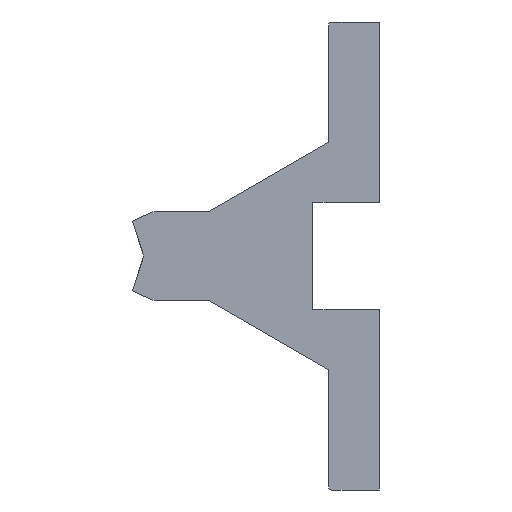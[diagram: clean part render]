
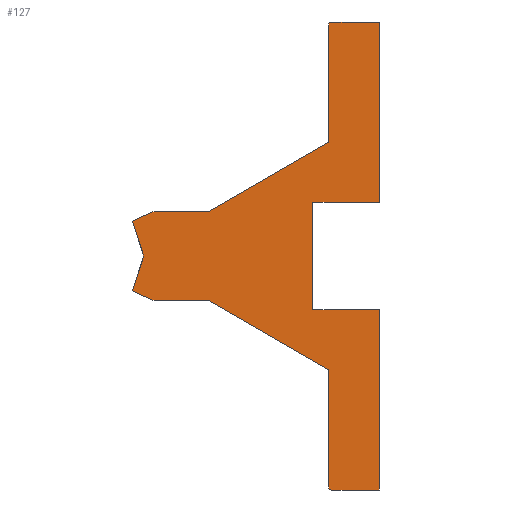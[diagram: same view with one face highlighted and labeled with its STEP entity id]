
A CAD part, left-side view. The second image highlights one B-rep face of the part: STEP entity #127.
In plain terms, the highlighted planar face has unit normal (-1, 0, 0).
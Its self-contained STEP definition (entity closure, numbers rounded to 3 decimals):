
#127 = ADVANCED_FACE( '', ( #253 ), #254, .F. );
#253 = FACE_OUTER_BOUND( '', #379, .T. );
#254 = PLANE( '', #380 );
#379 = EDGE_LOOP( '', ( #816, #817, #818, #819, #820, #821, #822, #823, #824, #825, #826, #827, #828, #829, #830, #831, #832, #833, #834 ) );
#380 = AXIS2_PLACEMENT_3D( '', #835, #836, #837 );
#816 = ORIENTED_EDGE( '', *, *, #986, .F. );
#817 = ORIENTED_EDGE( '', *, *, #937, .F. );
#818 = ORIENTED_EDGE( '', *, *, #941, .F. );
#819 = ORIENTED_EDGE( '', *, *, #944, .F. );
#820 = ORIENTED_EDGE( '', *, *, #947, .F. );
#821 = ORIENTED_EDGE( '', *, *, #950, .F. );
#822 = ORIENTED_EDGE( '', *, *, #953, .F. );
#823 = ORIENTED_EDGE( '', *, *, #954, .F. );
#824 = ORIENTED_EDGE( '', *, *, #933, .F. );
#825 = ORIENTED_EDGE( '', *, *, #957, .F. );
#826 = ORIENTED_EDGE( '', *, *, #960, .F. );
#827 = ORIENTED_EDGE( '', *, *, #963, .F. );
#828 = ORIENTED_EDGE( '', *, *, #966, .F. );
#829 = ORIENTED_EDGE( '', *, *, #969, .F. );
#830 = ORIENTED_EDGE( '', *, *, #972, .F. );
#831 = ORIENTED_EDGE( '', *, *, #975, .F. );
#832 = ORIENTED_EDGE( '', *, *, #978, .F. );
#833 = ORIENTED_EDGE( '', *, *, #981, .F. );
#834 = ORIENTED_EDGE( '', *, *, #984, .F. );
#835 = CARTESIAN_POINT( '', ( 0., 0., 0. ) );
#836 = DIRECTION( '', ( 1., 0., 0. ) );
#837 = DIRECTION( '', ( 0., 0., -1. ) );
#933 = EDGE_CURVE( '', #1140, #1142, #1143, .T. );
#937 = EDGE_CURVE( '', #1148, #1150, #1151, .T. );
#941 = EDGE_CURVE( '', #1155, #1148, #1157, .T. );
#944 = EDGE_CURVE( '', #1160, #1155, #1162, .T. );
#947 = EDGE_CURVE( '', #1165, #1160, #1167, .T. );
#950 = EDGE_CURVE( '', #1170, #1165, #1172, .T. );
#953 = EDGE_CURVE( '', #1174, #1170, #1176, .T. );
#954 = EDGE_CURVE( '', #1142, #1174, #1177, .T. );
#957 = EDGE_CURVE( '', #1180, #1140, #1182, .T. );
#960 = EDGE_CURVE( '', #1185, #1180, #1187, .T. );
#963 = EDGE_CURVE( '', #1190, #1185, #1192, .T. );
#966 = EDGE_CURVE( '', #1195, #1190, #1197, .T. );
#969 = EDGE_CURVE( '', #1200, #1195, #1202, .T. );
#972 = EDGE_CURVE( '', #1205, #1200, #1207, .T. );
#975 = EDGE_CURVE( '', #1210, #1205, #1212, .T. );
#978 = EDGE_CURVE( '', #1215, #1210, #1217, .T. );
#981 = EDGE_CURVE( '', #1220, #1215, #1222, .T. );
#984 = EDGE_CURVE( '', #1225, #1220, #1227, .T. );
#986 = EDGE_CURVE( '', #1150, #1225, #1229, .T. );
#1140 = VERTEX_POINT( '', #1421 );
#1142 = VERTEX_POINT( '', #1424 );
#1143 = LINE( '', #1425, #1426 );
#1148 = VERTEX_POINT( '', #1433 );
#1150 = VERTEX_POINT( '', #1436 );
#1151 = LINE( '', #1437, #1438 );
#1155 = VERTEX_POINT( '', #1443 );
#1157 = CIRCLE( '', #1446, 0.5 );
#1160 = VERTEX_POINT( '', #1450 );
#1162 = LINE( '', #1453, #1454 );
#1165 = VERTEX_POINT( '', #1458 );
#1167 = LINE( '', #1461, #1462 );
#1170 = VERTEX_POINT( '', #1466 );
#1172 = LINE( '', #1469, #1470 );
#1174 = VERTEX_POINT( '', #1473 );
#1176 = LINE( '', #1476, #1477 );
#1177 = LINE( '', #1478, #1479 );
#1180 = VERTEX_POINT( '', #1483 );
#1182 = LINE( '', #1486, #1487 );
#1185 = VERTEX_POINT( '', #1491 );
#1187 = LINE( '', #1494, #1495 );
#1190 = VERTEX_POINT( '', #1499 );
#1192 = LINE( '', #1502, #1503 );
#1195 = VERTEX_POINT( '', #1507 );
#1197 = LINE( '', #1510, #1511 );
#1200 = VERTEX_POINT( '', #1514 );
#1202 = CIRCLE( '', #1517, 0.5 );
#1205 = VERTEX_POINT( '', #1521 );
#1207 = LINE( '', #1524, #1525 );
#1210 = VERTEX_POINT( '', #1529 );
#1212 = LINE( '', #1532, #1533 );
#1215 = VERTEX_POINT( '', #1537 );
#1217 = LINE( '', #1540, #1541 );
#1220 = VERTEX_POINT( '', #1545 );
#1222 = LINE( '', #1548, #1549 );
#1225 = VERTEX_POINT( '', #1553 );
#1227 = LINE( '', #1556, #1557 );
#1229 = LINE( '', #1560, #1561 );
#1421 = CARTESIAN_POINT( '', ( 0., 39.006, -5.5 ) );
#1424 = CARTESIAN_POINT( '', ( 0., 37.272, 0. ) );
#1425 = CARTESIAN_POINT( '', ( 0., 39.006, -5.5 ) );
#1426 = VECTOR( '', #1769, 1. );
#1433 = CARTESIAN_POINT( '', ( 0., 7.5, 37. ) );
#1436 = CARTESIAN_POINT( '', ( 0., 0., 37. ) );
#1437 = CARTESIAN_POINT( '', ( 0., 7.5, 37. ) );
#1438 = VECTOR( '', #1773, 1. );
#1443 = CARTESIAN_POINT( '', ( 0., 8., 36.5 ) );
#1446 = AXIS2_PLACEMENT_3D( '', #1779, #1780, #1781 );
#1450 = CARTESIAN_POINT( '', ( 0., 8., 18. ) );
#1453 = CARTESIAN_POINT( '', ( 0., 8., 18. ) );
#1454 = VECTOR( '', #1784, 1. );
#1458 = CARTESIAN_POINT( '', ( 0., 27.053, 7. ) );
#1461 = CARTESIAN_POINT( '', ( 0., 27.053, 7. ) );
#1462 = VECTOR( '', #1787, 1. );
#1466 = CARTESIAN_POINT( '', ( 0., 35.789, 7. ) );
#1469 = CARTESIAN_POINT( '', ( 0., 35.789, 7. ) );
#1470 = VECTOR( '', #1790, 1. );
#1473 = CARTESIAN_POINT( '', ( 0., 39.006, 5.5 ) );
#1476 = CARTESIAN_POINT( '', ( 0., 39.006, 5.5 ) );
#1477 = VECTOR( '', #1793, 1. );
#1478 = CARTESIAN_POINT( '', ( 0., 37.272, 0. ) );
#1479 = VECTOR( '', #1794, 1. );
#1483 = CARTESIAN_POINT( '', ( 0., 35.789, -7. ) );
#1486 = CARTESIAN_POINT( '', ( 0., 35.789, -7. ) );
#1487 = VECTOR( '', #1797, 1. );
#1491 = CARTESIAN_POINT( '', ( 0., 27.053, -7. ) );
#1494 = CARTESIAN_POINT( '', ( 0., 27.053, -7. ) );
#1495 = VECTOR( '', #1800, 1. );
#1499 = CARTESIAN_POINT( '', ( 0., 8., -18. ) );
#1502 = CARTESIAN_POINT( '', ( 0., 8., -18. ) );
#1503 = VECTOR( '', #1803, 1. );
#1507 = CARTESIAN_POINT( '', ( 0., 8., -36.5 ) );
#1510 = CARTESIAN_POINT( '', ( 0., 8., -36.5 ) );
#1511 = VECTOR( '', #1806, 1. );
#1514 = CARTESIAN_POINT( '', ( 0., 7.5, -37. ) );
#1517 = AXIS2_PLACEMENT_3D( '', #1811, #1812, #1813 );
#1521 = CARTESIAN_POINT( '', ( 0., 0., -37. ) );
#1524 = CARTESIAN_POINT( '', ( 0., 0., -37. ) );
#1525 = VECTOR( '', #1816, 1. );
#1529 = CARTESIAN_POINT( '', ( 0., 0., -8.5 ) );
#1532 = CARTESIAN_POINT( '', ( 0., 0., -8.5 ) );
#1533 = VECTOR( '', #1819, 1. );
#1537 = CARTESIAN_POINT( '', ( 0., 10.5, -8.5 ) );
#1540 = CARTESIAN_POINT( '', ( 0., 10.5, -8.5 ) );
#1541 = VECTOR( '', #1822, 1. );
#1545 = CARTESIAN_POINT( '', ( 0., 10.5, 8.5 ) );
#1548 = CARTESIAN_POINT( '', ( 0., 10.5, 8.5 ) );
#1549 = VECTOR( '', #1825, 1. );
#1553 = CARTESIAN_POINT( '', ( 0., 0., 8.5 ) );
#1556 = CARTESIAN_POINT( '', ( 0., 0., 8.5 ) );
#1557 = VECTOR( '', #1828, 1. );
#1560 = CARTESIAN_POINT( '', ( 0., 0., 37. ) );
#1561 = VECTOR( '', #1830, 1. );
#1769 = DIRECTION( '', ( 0., -0.301, 0.954 ) );
#1773 = DIRECTION( '', ( 0., -1., 0. ) );
#1779 = CARTESIAN_POINT( '', ( 0., 7.5, 36.5 ) );
#1780 = DIRECTION( '', ( 1., 0., 0. ) );
#1781 = DIRECTION( '', ( 0., 1., 0. ) );
#1784 = DIRECTION( '', ( 0., 0., 1. ) );
#1787 = DIRECTION( '', ( 0., -0.866, 0.5 ) );
#1790 = DIRECTION( '', ( 0., -1., 0. ) );
#1793 = DIRECTION( '', ( 0., -0.906, 0.423 ) );
#1794 = DIRECTION( '', ( 0., 0.301, 0.954 ) );
#1797 = DIRECTION( '', ( 0., 0.906, 0.423 ) );
#1800 = DIRECTION( '', ( 0., 1., 0. ) );
#1803 = DIRECTION( '', ( 0., 0.866, 0.5 ) );
#1806 = DIRECTION( '', ( 0., 0., 1. ) );
#1811 = CARTESIAN_POINT( '', ( 0., 7.5, -36.5 ) );
#1812 = DIRECTION( '', ( 1., 0., 0. ) );
#1813 = DIRECTION( '', ( 0., 0., -1. ) );
#1816 = DIRECTION( '', ( 0., 1., 0. ) );
#1819 = DIRECTION( '', ( 0., 0., -1. ) );
#1822 = DIRECTION( '', ( 0., -1., 0. ) );
#1825 = DIRECTION( '', ( 0., 0., -1. ) );
#1828 = DIRECTION( '', ( 0., 1., 0. ) );
#1830 = DIRECTION( '', ( 0., 0., -1. ) );
